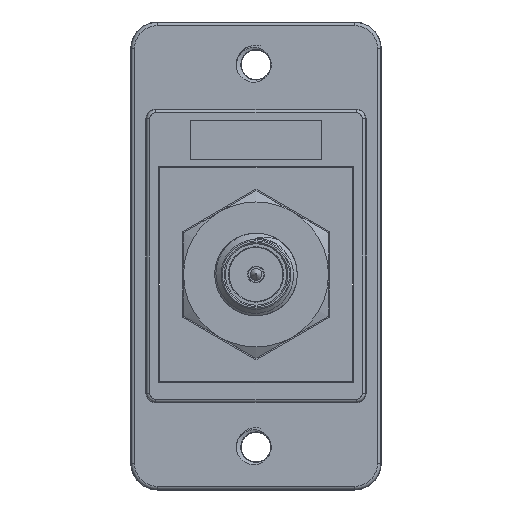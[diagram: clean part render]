
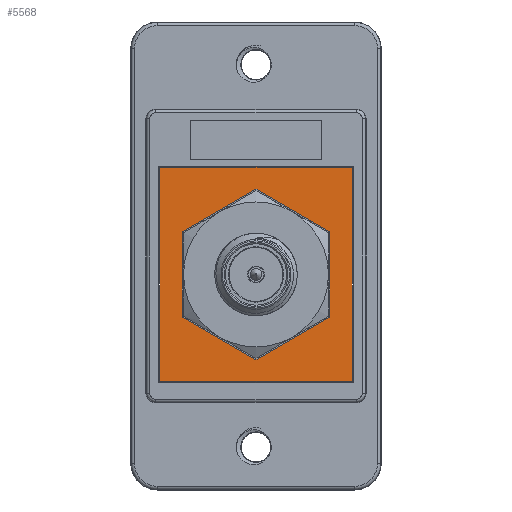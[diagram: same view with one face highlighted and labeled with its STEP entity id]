
A CAD part, front view. The second image highlights one B-rep face of the part: STEP entity #5568.
In plain terms, the highlighted planar face has unit normal (0, -1, 0).
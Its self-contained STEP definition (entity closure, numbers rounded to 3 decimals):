
#105=FACE_BOUND('',#896,.T.);
#229=PLANE('',#6001);
#572=FACE_OUTER_BOUND('',#895,.T.);
#895=EDGE_LOOP('',(#4659,#4660,#4661,#4662));
#896=EDGE_LOOP('',(#4663,#4664,#4665,#4666,#4667,#4668));
#1482=LINE('',#13062,#1900);
#1493=LINE('',#13083,#1911);
#1589=LINE('',#15951,#2007);
#1590=LINE('',#15952,#2008);
#1591=LINE('',#15955,#2009);
#1592=LINE('',#15957,#2010);
#1593=LINE('',#15959,#2011);
#1594=LINE('',#15961,#2012);
#1595=LINE('',#15963,#2013);
#1596=LINE('',#15964,#2014);
#1900=VECTOR('',#6648,1.);
#1911=VECTOR('',#6661,1.);
#2007=VECTOR('',#7111,1.);
#2008=VECTOR('',#7112,1.);
#2009=VECTOR('',#7113,1.);
#2010=VECTOR('',#7114,1.);
#2011=VECTOR('',#7115,1.);
#2012=VECTOR('',#7116,1.);
#2013=VECTOR('',#7117,1.);
#2014=VECTOR('',#7118,1.);
#2375=VERTEX_POINT('',#13059);
#2376=VERTEX_POINT('',#13061);
#2385=VERTEX_POINT('',#13081);
#2540=VERTEX_POINT('',#15950);
#2541=VERTEX_POINT('',#15953);
#2542=VERTEX_POINT('',#15954);
#2543=VERTEX_POINT('',#15956);
#2544=VERTEX_POINT('',#15958);
#2545=VERTEX_POINT('',#15960);
#2546=VERTEX_POINT('',#15962);
#3010=EDGE_CURVE('',#2375,#2376,#1482,.T.);
#3021=EDGE_CURVE('',#2385,#2375,#1493,.T.);
#3269=EDGE_CURVE('',#2385,#2540,#1589,.T.);
#3270=EDGE_CURVE('',#2540,#2376,#1590,.T.);
#3271=EDGE_CURVE('',#2541,#2542,#1591,.T.);
#3272=EDGE_CURVE('',#2542,#2543,#1592,.T.);
#3273=EDGE_CURVE('',#2543,#2544,#1593,.T.);
#3274=EDGE_CURVE('',#2544,#2545,#1594,.T.);
#3275=EDGE_CURVE('',#2545,#2546,#1595,.T.);
#3276=EDGE_CURVE('',#2546,#2541,#1596,.T.);
#4659=ORIENTED_EDGE('',*,*,#3021,.F.);
#4660=ORIENTED_EDGE('',*,*,#3269,.T.);
#4661=ORIENTED_EDGE('',*,*,#3270,.T.);
#4662=ORIENTED_EDGE('',*,*,#3010,.F.);
#4663=ORIENTED_EDGE('',*,*,#3271,.T.);
#4664=ORIENTED_EDGE('',*,*,#3272,.T.);
#4665=ORIENTED_EDGE('',*,*,#3273,.T.);
#4666=ORIENTED_EDGE('',*,*,#3274,.T.);
#4667=ORIENTED_EDGE('',*,*,#3275,.T.);
#4668=ORIENTED_EDGE('',*,*,#3276,.T.);
#5568=ADVANCED_FACE('',(#572,#105),#229,.T.);
#6001=AXIS2_PLACEMENT_3D('',#15949,#7109,#7110);
#6648=DIRECTION('',(0.,0.,-1.));
#6661=DIRECTION('',(1.,0.,0.));
#7109=DIRECTION('center_axis',(0.,-1.,0.));
#7110=DIRECTION('ref_axis',(1.,0.,0.));
#7111=DIRECTION('',(0.,0.,-1.));
#7112=DIRECTION('',(1.,0.,0.));
#7113=DIRECTION('',(-0.866,0.,0.5));
#7114=DIRECTION('',(0.,0.,1.));
#7115=DIRECTION('',(0.866,0.,0.5));
#7116=DIRECTION('',(0.866,0.,-0.5));
#7117=DIRECTION('',(0.,0.,-1.));
#7118=DIRECTION('',(-0.866,0.,-0.5));
#13059=CARTESIAN_POINT('',(7.3,-5.1,8.115));
#13061=CARTESIAN_POINT('',(7.3,-5.1,-8.115));
#13062=CARTESIAN_POINT('',(7.3,-5.1,8.115));
#13081=CARTESIAN_POINT('',(-7.3,-5.1,8.115));
#13083=CARTESIAN_POINT('',(-8.1,-5.1,8.115));
#15949=CARTESIAN_POINT('Origin',(-8.1,-5.1,8.115));
#15950=CARTESIAN_POINT('',(-7.3,-5.1,-8.115));
#15951=CARTESIAN_POINT('',(-7.3,-5.1,8.115));
#15952=CARTESIAN_POINT('',(-8.1,-5.1,-8.115));
#15953=CARTESIAN_POINT('',(0.,-5.1,-6.466));
#15954=CARTESIAN_POINT('',(-5.6,-5.1,-3.233));
#15955=CARTESIAN_POINT('',(-12.265,-5.1,0.615));
#15956=CARTESIAN_POINT('',(-5.6,-5.1,3.233));
#15957=CARTESIAN_POINT('',(-5.6,-5.1,7.83));
#15958=CARTESIAN_POINT('',(0.,-5.1,6.466));
#15959=CARTESIAN_POINT('',(-5.485,-5.1,3.3));
#15960=CARTESIAN_POINT('',(5.6,-5.1,3.233));
#15961=CARTESIAN_POINT('',(-6.665,-5.1,10.315));
#15962=CARTESIAN_POINT('',(5.6,-5.1,-3.233));
#15963=CARTESIAN_POINT('',(5.6,-5.1,7.83));
#15964=CARTESIAN_POINT('',(0.115,-5.1,-6.4));
